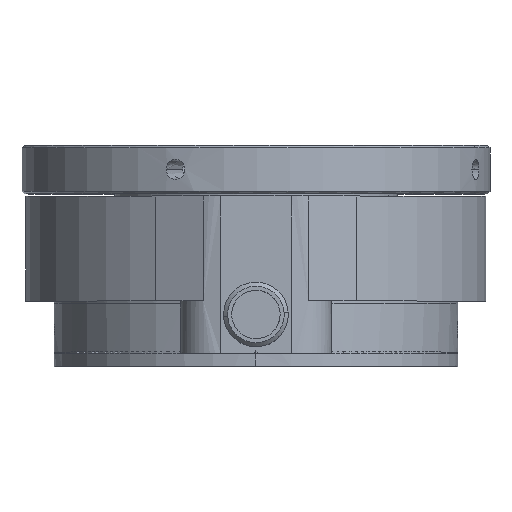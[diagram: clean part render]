
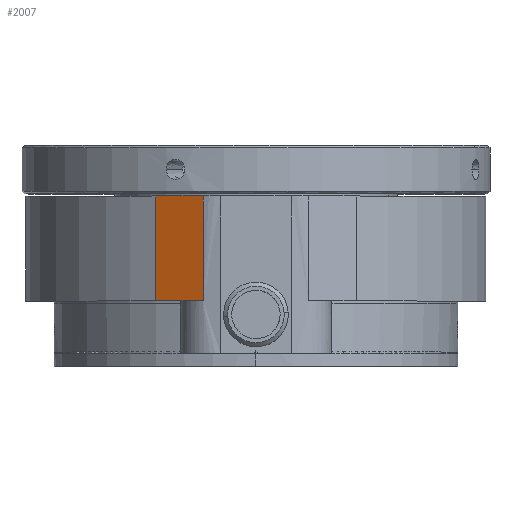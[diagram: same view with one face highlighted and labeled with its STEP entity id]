
A CAD part, top view. The second image highlights one B-rep face of the part: STEP entity #2007.
In plain terms, the highlighted free-form (B-spline) face has degree [1, 1] with [2, 2] control points.
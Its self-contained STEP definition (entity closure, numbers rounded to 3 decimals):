
#2007=ADVANCED_FACE('',(#3821),#64709,.T.);
#3821=FACE_OUTER_BOUND('',#5747,.T.);
#5747=EDGE_LOOP('',(#15088,#15089,#15090,#15091));
#15088=ORIENTED_EDGE('',*,*,#58279,.T.);
#15089=ORIENTED_EDGE('',*,*,#58254,.F.);
#15090=ORIENTED_EDGE('',*,*,#58277,.F.);
#15091=ORIENTED_EDGE('',*,*,#58280,.T.);
#24623=PCURVE('',#64707,#34194);
#24655=PCURVE('',#64846,#34226);
#24659=PCURVE('',#64709,#34230);
#24660=PCURVE('',#64709,#34231);
#24661=PCURVE('',#64709,#34232);
#24662=PCURVE('',#64709,#34233);
#24674=PCURVE('',#64711,#34245);
#24689=PCURVE('',#64848,#34260);
#34194=DEFINITIONAL_REPRESENTATION('',(#47700),#119050);
#34226=DEFINITIONAL_REPRESENTATION('',(#47736),#119050);
#34230=DEFINITIONAL_REPRESENTATION('',(#47741),#119050);
#34231=DEFINITIONAL_REPRESENTATION('',(#47742),#119050);
#34232=DEFINITIONAL_REPRESENTATION('',(#47743),#119050);
#34233=DEFINITIONAL_REPRESENTATION('',(#47745),#119050);
#34245=DEFINITIONAL_REPRESENTATION('',(#47760),#119050);
#34260=DEFINITIONAL_REPRESENTATION('',(#47764),#119050);
#47699=B_SPLINE_CURVE_WITH_KNOTS('',1,(#115931,#115932),.UNSPECIFIED.,.F.,
 .F.,(2,2),(-6.535,0.),.UNSPECIFIED.);
#47700=B_SPLINE_CURVE_WITH_KNOTS('',1,(#115933,#115934),.UNSPECIFIED.,.F.,
 .F.,(2,2),(-6.535,0.),.UNSPECIFIED.);
#47735=B_SPLINE_CURVE_WITH_KNOTS('',1,(#116098,#116099),.UNSPECIFIED.,.F.,
 .F.,(2,2),(0.,13.),.UNSPECIFIED.);
#47736=B_SPLINE_CURVE_WITH_KNOTS('',1,(#116100,#116101),.UNSPECIFIED.,.F.,
 .F.,(2,2),(0.,13.),.UNSPECIFIED.);
#47740=B_SPLINE_CURVE_WITH_KNOTS('',1,(#116113,#116114),.UNSPECIFIED.,.F.,
 .F.,(2,2),(-13.,0.),.UNSPECIFIED.);
#47741=B_SPLINE_CURVE_WITH_KNOTS('',1,(#116115,#116116),.UNSPECIFIED.,.F.,
 .F.,(2,2),(-13.,0.),.UNSPECIFIED.);
#47742=B_SPLINE_CURVE_WITH_KNOTS('',1,(#116117,#116118),.UNSPECIFIED.,.F.,
 .F.,(2,2),(-6.535,0.),.UNSPECIFIED.);
#47743=B_SPLINE_CURVE_WITH_KNOTS('',1,(#116119,#116120),.UNSPECIFIED.,.F.,
 .F.,(2,2),(0.,13.),.UNSPECIFIED.);
#47744=B_SPLINE_CURVE_WITH_KNOTS('',1,(#116121,#116122),.UNSPECIFIED.,.F.,
 .F.,(2,2),(-6.535,0.),.UNSPECIFIED.);
#47745=B_SPLINE_CURVE_WITH_KNOTS('',1,(#116123,#116124),.UNSPECIFIED.,.F.,
 .F.,(2,2),(-6.535,0.),.UNSPECIFIED.);
#47760=B_SPLINE_CURVE_WITH_KNOTS('',1,(#116167,#116168),.UNSPECIFIED.,.F.,
 .F.,(2,2),(-6.535,0.),.UNSPECIFIED.);
#47764=B_SPLINE_CURVE_WITH_KNOTS('',1,(#116231,#116232),.UNSPECIFIED.,.F.,
 .F.,(2,2),(-13.,0.),.UNSPECIFIED.);
#53077=SURFACE_CURVE('',#47699,(#24623,#24660),.PCURVE_S1.);
#53100=SURFACE_CURVE('',#47735,(#24655,#24661),.PCURVE_S1.);
#53102=SURFACE_CURVE('',#47740,(#24659,#24689),.PCURVE_S1.);
#53103=SURFACE_CURVE('',#47744,(#24662,#24674),.PCURVE_S1.);
#58254=EDGE_CURVE('',#62979,#62971,#53077,.T.);
#58277=EDGE_CURVE('',#62993,#62979,#53100,.T.);
#58279=EDGE_CURVE('',#62994,#62971,#53102,.T.);
#58280=EDGE_CURVE('',#62993,#62994,#53103,.T.);
#62971=VERTEX_POINT('',#113923);
#62979=VERTEX_POINT('',#113931);
#62993=VERTEX_POINT('',#113945);
#62994=VERTEX_POINT('',#113946);
#64707=B_SPLINE_SURFACE_WITH_KNOTS('',1,1,((#113518,#113519),(#113520,#113521)),
 .UNSPECIFIED.,.F.,.F.,.F.,(2,2),(2,2),(-33.489,37.791),
(-34.452,34.452),.UNSPECIFIED.);
#64709=B_SPLINE_SURFACE_WITH_KNOTS('',1,1,((#113618,#113619),(#113620,#113621)),
 .UNSPECIFIED.,.F.,.F.,.F.,(2,2),(2,2),(-14.42,1.42),(-8.495,
-0.332),.UNSPECIFIED.);
#64711=B_SPLINE_SURFACE_WITH_KNOTS('',1,1,((#113644,#113645),(#113646,#113647)),
 .UNSPECIFIED.,.F.,.F.,.F.,(2,2),(2,2),(-34.452,34.452),
(-33.439,37.242),.UNSPECIFIED.);
#64846=(
BOUNDED_SURFACE()
B_SPLINE_SURFACE(2,1,((#113600,#113601),(#113602,#113603),(#113604,#113605),
(#113606,#113607),(#113608,#113609),(#113610,#113611),(#113612,#113613),
(#113614,#113615),(#113616,#113617)),.UNSPECIFIED.,.T.,.F.,.F.)
B_SPLINE_SURFACE_WITH_KNOTS((3,2,2,2,3),(2,2),(0.,44.768,89.535,
134.303,179.071),(0.,15.84),.UNSPECIFIED.)
GEOMETRIC_REPRESENTATION_ITEM()
RATIONAL_B_SPLINE_SURFACE(((1.,1.),(0.707,0.707),
(1.,1.),(0.707,0.707),(1.,1.),(0.707,
0.707),(1.,1.),(0.707,0.707),(1.,1.)))
REPRESENTATION_ITEM('')
SURFACE()
);
#64848=(
BOUNDED_SURFACE()
B_SPLINE_SURFACE(2,1,((#113648,#113649),(#113650,#113651),(#113652,#113653),
(#113654,#113655),(#113656,#113657),(#113658,#113659),(#113660,#113661),
(#113662,#113663),(#113664,#113665)),.UNSPECIFIED.,.T.,.F.,.F.)
B_SPLINE_SURFACE_WITH_KNOTS((3,2,2,2,3),(2,2),(0.,1.571,3.142,
4.712,6.283),(0.,23.64),.UNSPECIFIED.)
GEOMETRIC_REPRESENTATION_ITEM()
RATIONAL_B_SPLINE_SURFACE(((1.,1.),(0.707,0.707),
(1.,1.),(0.707,0.707),(1.,1.),(0.707,
0.707),(1.,1.),(0.707,0.707),(1.,1.)))
REPRESENTATION_ITEM('')
SURFACE()
);
#113518=CARTESIAN_POINT('',(-67.05,-6.04,-11.692));
#113519=CARTESIAN_POINT('',(1.853,-6.04,-11.692));
#113520=CARTESIAN_POINT('',(-67.05,65.24,-11.692));
#113521=CARTESIAN_POINT('',(1.853,65.24,-11.692));
#113600=CARTESIAN_POINT('',(-4.098,30.2,2.728));
#113601=CARTESIAN_POINT('',(-4.098,30.2,-13.112));
#113602=CARTESIAN_POINT('',(-4.098,1.7,2.728));
#113603=CARTESIAN_POINT('',(-4.098,1.7,-13.112));
#113604=CARTESIAN_POINT('',(-32.598,1.7,2.728));
#113605=CARTESIAN_POINT('',(-32.598,1.7,-13.112));
#113606=CARTESIAN_POINT('',(-61.098,1.7,2.728));
#113607=CARTESIAN_POINT('',(-61.098,1.7,-13.112));
#113608=CARTESIAN_POINT('',(-61.098,30.2,2.728));
#113609=CARTESIAN_POINT('',(-61.098,30.2,-13.112));
#113610=CARTESIAN_POINT('',(-61.098,58.7,2.728));
#113611=CARTESIAN_POINT('',(-61.098,58.7,-13.112));
#113612=CARTESIAN_POINT('',(-32.598,58.7,2.728));
#113613=CARTESIAN_POINT('',(-32.598,58.7,-13.112));
#113614=CARTESIAN_POINT('',(-4.098,58.7,2.728));
#113615=CARTESIAN_POINT('',(-4.098,58.7,-13.112));
#113616=CARTESIAN_POINT('',(-4.098,30.2,2.728));
#113617=CARTESIAN_POINT('',(-4.098,30.2,-13.112));
#113618=CARTESIAN_POINT('',(-45.745,55.5,-13.112));
#113619=CARTESIAN_POINT('',(-38.397,59.055,-13.112));
#113620=CARTESIAN_POINT('',(-45.745,55.5,2.728));
#113621=CARTESIAN_POINT('',(-38.397,59.055,2.728));
#113644=CARTESIAN_POINT('',(-67.05,-5.99,1.308));
#113645=CARTESIAN_POINT('',(-67.05,64.691,1.308));
#113646=CARTESIAN_POINT('',(1.853,-5.99,1.308));
#113647=CARTESIAN_POINT('',(1.853,64.691,1.308));
#113648=CARTESIAN_POINT('',(-31.952,54.2,9.878));
#113649=CARTESIAN_POINT('',(-31.952,54.2,-13.762));
#113650=CARTESIAN_POINT('',(-31.952,49.2,9.878));
#113651=CARTESIAN_POINT('',(-31.952,49.2,-13.762));
#113652=CARTESIAN_POINT('',(-36.952,49.2,9.878));
#113653=CARTESIAN_POINT('',(-36.952,49.2,-13.762));
#113654=CARTESIAN_POINT('',(-41.952,49.2,9.878));
#113655=CARTESIAN_POINT('',(-41.952,49.2,-13.762));
#113656=CARTESIAN_POINT('',(-41.952,54.2,9.878));
#113657=CARTESIAN_POINT('',(-41.952,54.2,-13.762));
#113658=CARTESIAN_POINT('',(-41.952,59.2,9.878));
#113659=CARTESIAN_POINT('',(-41.952,59.2,-13.762));
#113660=CARTESIAN_POINT('',(-36.952,59.2,9.878));
#113661=CARTESIAN_POINT('',(-36.952,59.2,-13.762));
#113662=CARTESIAN_POINT('',(-31.952,59.2,9.878));
#113663=CARTESIAN_POINT('',(-31.952,59.2,-13.762));
#113664=CARTESIAN_POINT('',(-31.952,54.2,9.878));
#113665=CARTESIAN_POINT('',(-31.952,54.2,-13.762));
#113923=CARTESIAN_POINT('',(-39.13,58.701,-11.692));
#113931=CARTESIAN_POINT('',(-45.012,55.854,-11.692));
#113945=CARTESIAN_POINT('',(-45.012,55.854,1.308));
#113946=CARTESIAN_POINT('',(-39.13,58.701,1.308));
#115931=CARTESIAN_POINT('',(-45.012,55.854,-11.692));
#115932=CARTESIAN_POINT('',(-39.13,58.701,-11.692));
#115933=CARTESIAN_POINT('',(28.405,-12.414));
#115934=CARTESIAN_POINT('',(31.252,-6.532));
#116098=CARTESIAN_POINT('',(-45.012,55.854,1.308));
#116099=CARTESIAN_POINT('',(-45.012,55.854,-11.692));
#116100=CARTESIAN_POINT('',(121.048,1.42));
#116101=CARTESIAN_POINT('',(121.048,14.42));
#116113=CARTESIAN_POINT('',(-39.13,58.701,1.308));
#116114=CARTESIAN_POINT('',(-39.13,58.701,-11.692));
#116115=CARTESIAN_POINT('',(0.,-1.146));
#116116=CARTESIAN_POINT('',(-13.,-1.146));
#116117=CARTESIAN_POINT('',(-13.,-7.681));
#116118=CARTESIAN_POINT('',(-13.,-1.146));
#116119=CARTESIAN_POINT('',(0.,-7.681));
#116120=CARTESIAN_POINT('',(-13.,-7.681));
#116121=CARTESIAN_POINT('',(-45.012,55.854,1.308));
#116122=CARTESIAN_POINT('',(-39.13,58.701,1.308));
#116123=CARTESIAN_POINT('',(0.,-7.681));
#116124=CARTESIAN_POINT('',(0.,-1.146));
#116167=CARTESIAN_POINT('',(-12.414,28.405));
#116168=CARTESIAN_POINT('',(-6.532,31.252));
#116231=CARTESIAN_POINT('',(4.247,8.57));
#116232=CARTESIAN_POINT('',(4.247,21.57));
#119050=(
GEOMETRIC_REPRESENTATION_CONTEXT(2)
PARAMETRIC_REPRESENTATION_CONTEXT()
REPRESENTATION_CONTEXT('pspace','')
);
